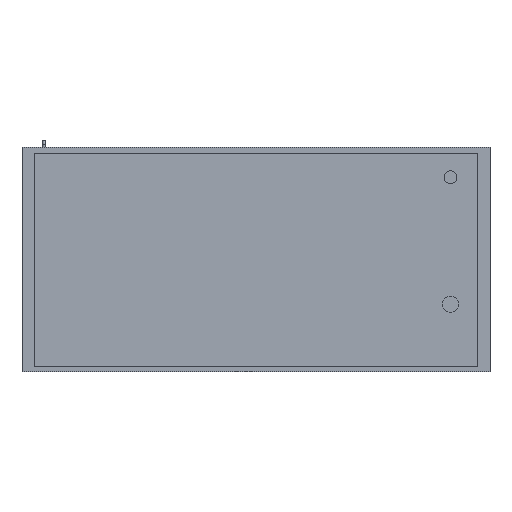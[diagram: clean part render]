
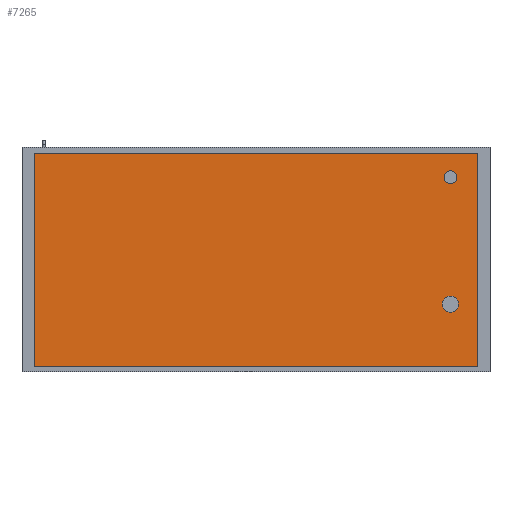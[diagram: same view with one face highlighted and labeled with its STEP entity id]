
A CAD part, front view. The second image highlights one B-rep face of the part: STEP entity #7265.
In plain terms, the highlighted planar face has unit normal (0, -1, 0).
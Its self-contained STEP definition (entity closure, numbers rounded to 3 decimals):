
#57=FACE_BOUND('',#809,.T.);
#58=FACE_BOUND('',#810,.T.);
#73=CIRCLE('',#7750,20.);
#75=CIRCLE('',#7754,25.);
#371=FACE_OUTER_BOUND('',#808,.T.);
#808=EDGE_LOOP('',(#4851,#4852,#4853,#4854));
#809=EDGE_LOOP('',(#4855));
#810=EDGE_LOOP('',(#4856));
#1267=LINE('',#10517,#2155);
#1270=LINE('',#10523,#2158);
#1273=LINE('',#10529,#2161);
#1276=LINE('',#10533,#2164);
#2155=VECTOR('',#8416,10.);
#2158=VECTOR('',#8421,10.);
#2161=VECTOR('',#8426,10.);
#2164=VECTOR('',#8431,10.);
#3024=VERTEX_POINT('',#10474);
#3026=VERTEX_POINT('',#10481);
#3037=VERTEX_POINT('',#10514);
#3038=VERTEX_POINT('',#10516);
#3040=VERTEX_POINT('',#10522);
#3042=VERTEX_POINT('',#10528);
#3731=EDGE_CURVE('',#3024,#3024,#73,.T.);
#3734=EDGE_CURVE('',#3026,#3026,#75,.T.);
#3749=EDGE_CURVE('',#3038,#3037,#1267,.T.);
#3752=EDGE_CURVE('',#3040,#3038,#1270,.T.);
#3755=EDGE_CURVE('',#3042,#3040,#1273,.T.);
#3758=EDGE_CURVE('',#3037,#3042,#1276,.T.);
#4851=ORIENTED_EDGE('',*,*,#3758,.T.);
#4852=ORIENTED_EDGE('',*,*,#3755,.T.);
#4853=ORIENTED_EDGE('',*,*,#3752,.T.);
#4854=ORIENTED_EDGE('',*,*,#3749,.T.);
#4855=ORIENTED_EDGE('',*,*,#3731,.T.);
#4856=ORIENTED_EDGE('',*,*,#3734,.T.);
#6903=PLANE('',#7766);
#7265=ADVANCED_FACE('',(#371,#57,#58),#6903,.T.);
#7750=AXIS2_PLACEMENT_3D('',#10476,#8377,#8378);
#7754=AXIS2_PLACEMENT_3D('',#10483,#8386,#8387);
#7766=AXIS2_PLACEMENT_3D('',#10535,#8434,#8435);
#8377=DIRECTION('center_axis',(0.,1.,0.));
#8378=DIRECTION('ref_axis',(1.,0.,0.));
#8386=DIRECTION('center_axis',(0.,1.,0.));
#8387=DIRECTION('ref_axis',(1.,0.,0.));
#8416=DIRECTION('',(-1.,0.,0.));
#8421=DIRECTION('',(0.,0.,1.));
#8426=DIRECTION('',(1.,0.,0.));
#8431=DIRECTION('',(0.,0.,-1.));
#8434=DIRECTION('center_axis',(0.,-1.,0.));
#8435=DIRECTION('ref_axis',(0.,0.,-1.));
#10474=CARTESIAN_POINT('',(582.5,-370.,255.));
#10476=CARTESIAN_POINT('Origin',(602.5,-370.,255.));
#10481=CARTESIAN_POINT('',(577.5,-370.,-138.));
#10483=CARTESIAN_POINT('Origin',(602.5,-370.,-138.));
#10514=CARTESIAN_POINT('',(-687.5,-370.,330.));
#10516=CARTESIAN_POINT('',(687.5,-370.,330.));
#10517=CARTESIAN_POINT('',(-687.5,-370.,330.));
#10522=CARTESIAN_POINT('',(687.5,-370.,-330.));
#10523=CARTESIAN_POINT('',(687.5,-370.,330.));
#10528=CARTESIAN_POINT('',(-687.5,-370.,-330.));
#10529=CARTESIAN_POINT('',(687.5,-370.,-330.));
#10533=CARTESIAN_POINT('',(-687.5,-370.,-330.));
#10535=CARTESIAN_POINT('Origin',(0.,-370.,0.));
